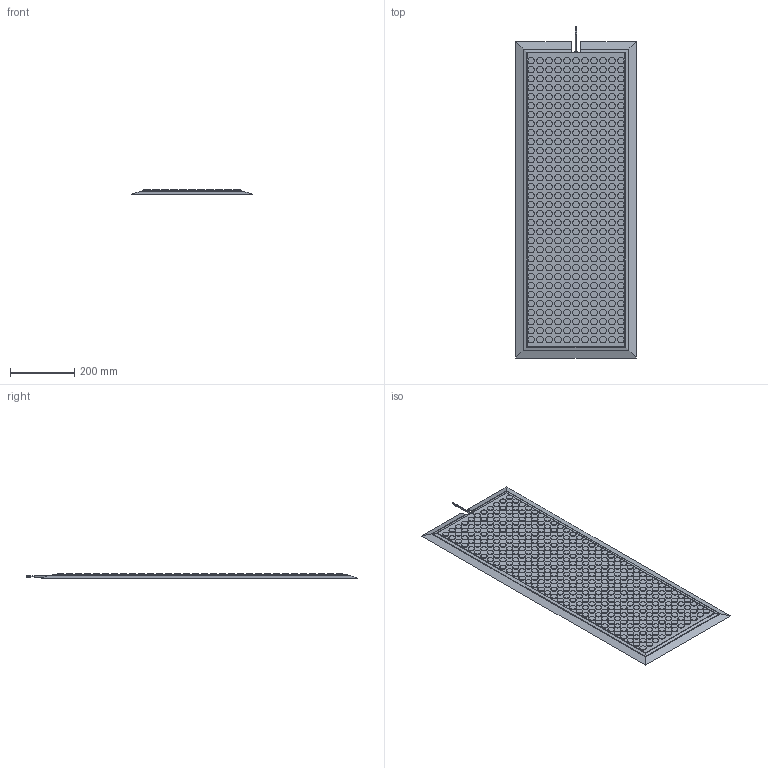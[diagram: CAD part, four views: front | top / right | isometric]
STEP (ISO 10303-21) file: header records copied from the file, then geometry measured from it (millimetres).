
FILE_DESCRIPTION (( 'STEP AP203' ), '1' );
FILE_NAME ('1602-4097_Default.step', '2022-02-03T14:46:24', ( 'Windows User' ), ( '' ), 'SwSTEP 2.0', 'SolidWorks 2021', '' );
FILE_SCHEMA (( 'CONFIG_CONTROL_DESIGN' ));
Length unit declared in the file: inch
Products named in the file (1): 1602-4097_Default
Bounding box: 374.8 x 1033.4 x 14 mm (x, y, z)
Volume: 4073763.1 mm3; surface area: 815931.7 mm2
Topology: 3 solids, 3 shells, 1229 faces, 2533 edges, 1682 vertices
Faces by surface type: cylinder 787, plane 410, bspline 32
Entity records: 34138 total; most frequent: DIRECTION 6535, CARTESIAN_POINT 6399, ORIENTED_EDGE 5066, AXIS2_PLACEMENT_3D 2834, EDGE_CURVE 2533, VERTEX_POINT 1682, CIRCLE 1636, EDGE_LOOP 1603
